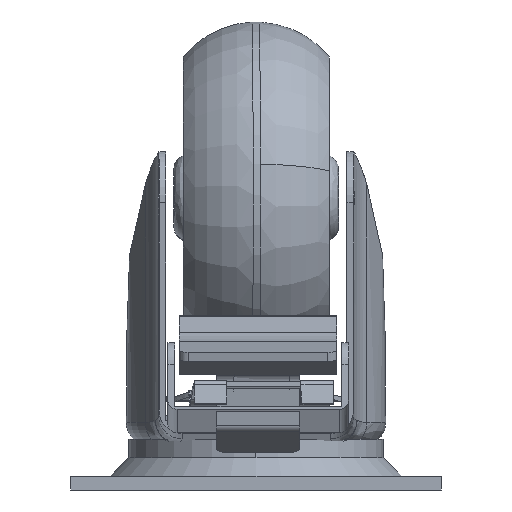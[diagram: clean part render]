
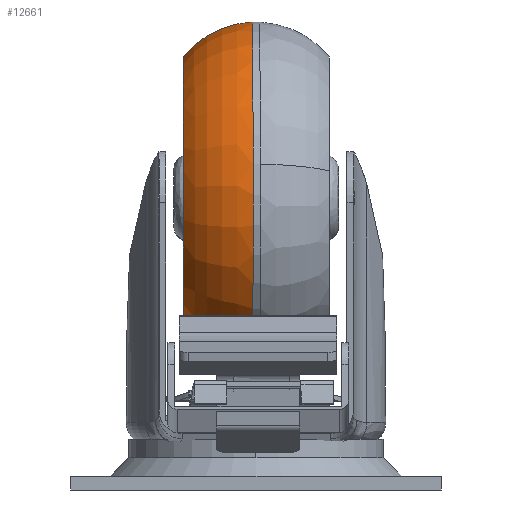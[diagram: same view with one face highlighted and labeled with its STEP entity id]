
A CAD part, left-side view. The second image highlights one B-rep face of the part: STEP entity #12661.
In plain terms, the highlighted toroidal (fillet/blend) face has major radius 18.01 mm and minor radius 20 mm.
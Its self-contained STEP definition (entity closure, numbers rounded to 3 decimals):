
#60 = DIRECTION ( 'NONE',  ( 1., 0., 0. ) ) ;
#61 = DIRECTION ( 'NONE',  ( 0., 0., -1. ) ) ;
#62 = CARTESIAN_POINT ( 'NONE',  ( 0., 0., 31.5 ) ) ;
#63 = AXIS2_PLACEMENT_3D ( 'NONE', #62, #61, #60 ) ;
#64 = CIRCLE ( 'NONE', #63, 30.5 ) ;
#77 = DIRECTION ( 'NONE',  ( -1., 0., 0. ) ) ;
#78 = DIRECTION ( 'NONE',  ( 0., 0., 1. ) ) ;
#79 = CARTESIAN_POINT ( 'NONE',  ( 0., 0., 16.512 ) ) ;
#80 = AXIS2_PLACEMENT_3D ( 'NONE', #79, #78, #77 ) ;
#81 = CIRCLE ( 'NONE', #80, 38. ) ;
#82 = DIRECTION ( 'NONE',  ( 1., 0., 0. ) ) ;
#83 = DIRECTION ( 'NONE',  ( 0., 0., 1. ) ) ;
#84 = CARTESIAN_POINT ( 'NONE',  ( 0., 0., 15.879 ) ) ;
#85 = AXIS2_PLACEMENT_3D ( 'NONE', #84, #83, #82 ) ;
#86 = TOROIDAL_SURFACE ( 'NONE', #85, 18.01, 20. ) ;
#87 = FACE_OUTER_BOUND ( 'NONE', #12662, .T. ) ;
#10696 = DIRECTION ( 'NONE',  ( 0., 0., -1. ) ) ;
#10697 = DIRECTION ( 'NONE',  ( 0., -1., 0. ) ) ;
#10698 = CARTESIAN_POINT ( 'NONE',  ( 18.01, 0., 15.879 ) ) ;
#10699 = AXIS2_PLACEMENT_3D ( 'NONE', #10698, #10697, #10696 ) ;
#10700 = CIRCLE ( 'NONE', #10699, 20. ) ;
#10716 = CARTESIAN_POINT ( 'NONE',  ( -30.5, 0., 31.5 ) ) ;
#10717 = DIRECTION ( 'NONE',  ( -1., 0., 0. ) ) ;
#10718 = DIRECTION ( 'NONE',  ( 0., 1., 0. ) ) ;
#10719 = CARTESIAN_POINT ( 'NONE',  ( -18.01, 0., 15.879 ) ) ;
#10720 = AXIS2_PLACEMENT_3D ( 'NONE', #10719, #10718, #10717 ) ;
#10721 = CIRCLE ( 'NONE', #10720, 20. ) ;
#10749 = CARTESIAN_POINT ( 'NONE',  ( -38., 0., 16.512 ) ) ;
#10750 = CARTESIAN_POINT ( 'NONE',  ( 38., 0., 16.512 ) ) ;
#10852 = CARTESIAN_POINT ( 'NONE',  ( 30.5, 0., 31.5 ) ) ;
#12296 = EDGE_CURVE ( 'NONE', #12332, #12377, #10700, .T. ) ;
#12318 = EDGE_CURVE ( 'NONE', #12333, #12319, #10721, .T. ) ;
#12319 = VERTEX_POINT ( 'NONE', #10716 ) ;
#12332 = VERTEX_POINT ( 'NONE', #10750 ) ;
#12333 = VERTEX_POINT ( 'NONE', #10749 ) ;
#12377 = VERTEX_POINT ( 'NONE', #10852 ) ;
#12661 = ADVANCED_FACE ( 'NONE', ( #87 ), #86, .T. ) ;
#12662 = EDGE_LOOP ( 'NONE', ( #12663, #12664, #12666, #12718 ) ) ;
#12663 = ORIENTED_EDGE ( 'NONE', *, *, #12318, .F. ) ;
#12664 = ORIENTED_EDGE ( 'NONE', *, *, #12665, .T. ) ;
#12665 = EDGE_CURVE ( 'NONE', #12333, #12332, #81, .T. ) ;
#12666 = ORIENTED_EDGE ( 'NONE', *, *, #12296, .T. ) ;
#12677 = EDGE_CURVE ( 'NONE', #12377, #12319, #64, .T. ) ;
#12718 = ORIENTED_EDGE ( 'NONE', *, *, #12677, .T. ) ;
